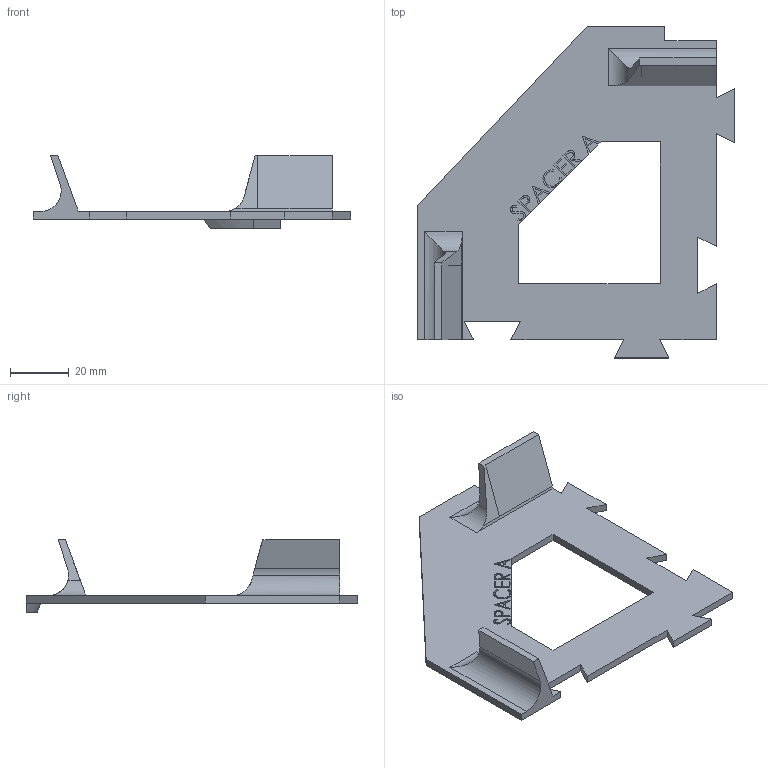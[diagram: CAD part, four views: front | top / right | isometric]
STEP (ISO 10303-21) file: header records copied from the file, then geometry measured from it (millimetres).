
FILE_DESCRIPTION (( 'STEP AP203' ), '1' );
FILE_NAME ('Spacer_A.STEP', '2025-02-17T13:30:00', ( '' ), ( '' ), 'SwSTEP 2.0', 'SolidWorks 2024', '' );
FILE_SCHEMA (( 'CONFIG_CONTROL_DESIGN' ));
Length unit declared in the file: inch
Products named in the file (1): Spacer_A
Bounding box: 107.75 x 112.83 x 24.77 mm (x, y, z)
Volume: 22643 mm3; surface area: 18245.8 mm2
Topology: 1 solids, 1 shells, 148 faces, 428 edges, 286 vertices
Faces by surface type: plane 107, bspline 35, cylinder 5, cone 1
Entity records: 6613 total; most frequent: CARTESIAN_POINT 2900, ORIENTED_EDGE 856, DIRECTION 578, EDGE_CURVE 428, VECTOR 340, LINE 340, VERTEX_POINT 286, EDGE_LOOP 154
